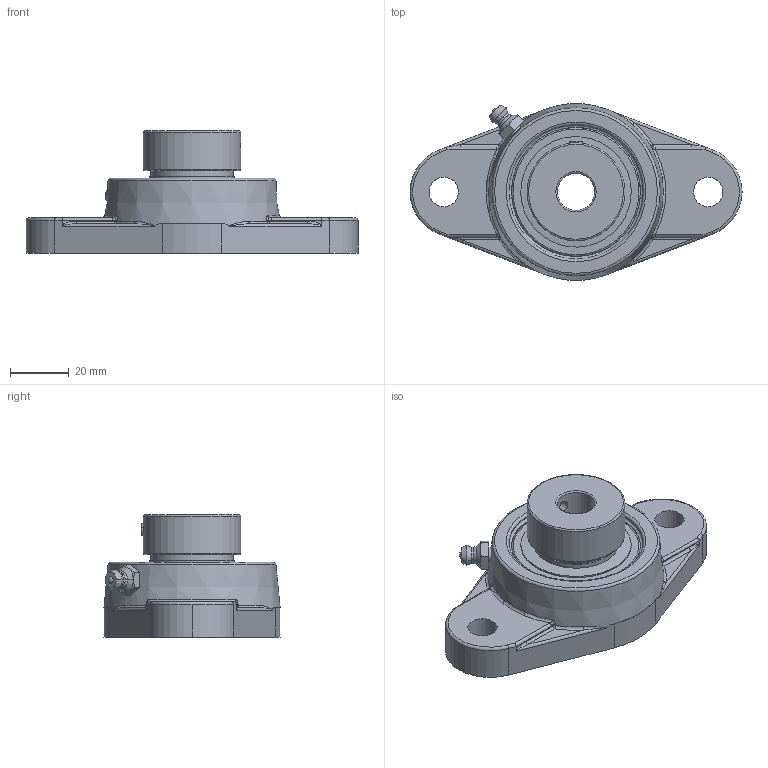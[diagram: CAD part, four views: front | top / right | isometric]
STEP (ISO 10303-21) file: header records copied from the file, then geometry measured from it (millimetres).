
FILE_DESCRIPTION(('HOOPS Exchange Step'),'2;1');
FILE_NAME('export-04C85C19-F2F4-44FD-A1FE-BFC28CA8EF64.stp','2019-12-13T09:10:02-08:00',('ibuslach'),('Alibre'),'HOOPS Exchange 2019.2','Alibre','Unknown authorisation');
FILE_SCHEMA( ('AP242_MANAGED_MODEL_BASED_3D_ENGINEERING_MIM_LF {1 0 10303 442 1 1 4 }') );
Length unit declared in the file: centimetre
Products named in the file (8): MRN SFT 204; UCP ZERK 5mm; SNC 201-8 COLLAR; SNC 201-8 RACES; SNC 201 SS; SNC 201 SHIELD; MRN SNC 201-8; MRN SNCFT 201-8
Assembly tree (8 placements, depth 3):
  MRN SNCFT 201-8
    MRN SFT 204
    UCP ZERK 5mm
    MRN SNC 201-8
      SNC 201-8 COLLAR
      SNC 201-8 RACES
      SNC 201 SS
      SNC 201 SHIELD  x2
Bounding box: 113 x 60.15 x 41.61 mm (x, y, z)
Volume: 77233.6 mm3; surface area: 33230.7 mm2
Topology: 8 solids, 8 shells, 201 faces, 522 edges, 330 vertices
Faces by surface type: cylinder 61, plane 57, torus 28, bspline 24, cone 19, sphere 12
Full cylindrical faces by diameter (mm): 2.006 x2, 4.134 x3, 5 x2, 10 x2, 12.7 x2, 25.908 x2, 27.94 x4, 28.956 x2, 33.3 x1, 37.214 x2, 37.618 x2, 45.72 x1, 48.895 x1
Entity records: 15388 total; most frequent: CARTESIAN_POINT 10455, DIRECTION 1037, ORIENTED_EDGE 984, EDGE_CURVE 492, AXIS2_PLACEMENT_3D 444, VERTEX_POINT 316, CIRCLE 238, EDGE_LOOP 220
